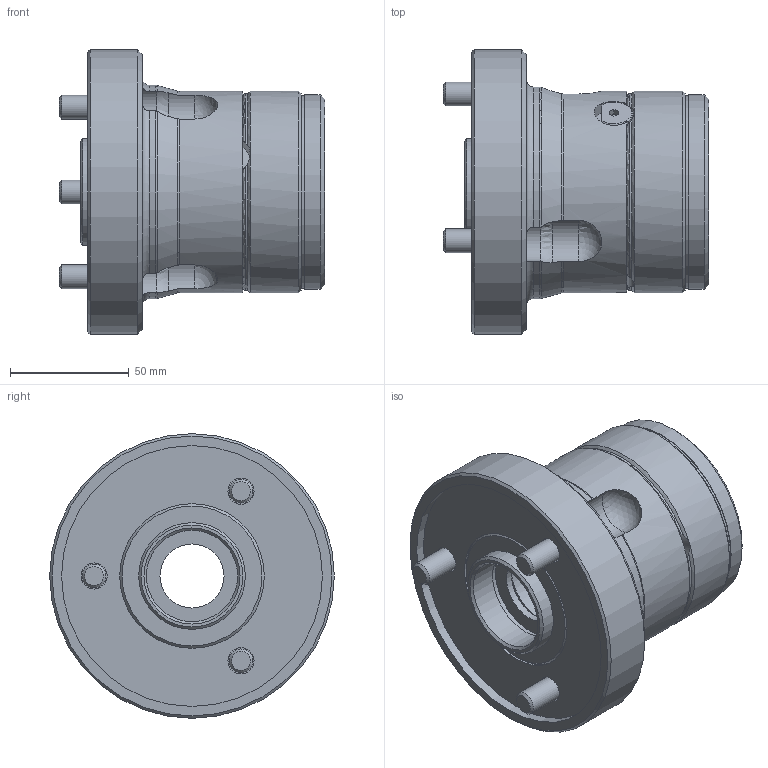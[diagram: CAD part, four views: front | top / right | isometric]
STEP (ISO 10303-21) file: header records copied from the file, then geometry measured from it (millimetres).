
FILE_DESCRIPTION (( 'STEP AP203' ), '1' );
FILE_NAME ('CF-CL-26.STEP', '2024-12-18T01:11:06', ( '' ), ( '' ), 'SwSTEP 2.0', 'SolidWorks 2020', '' );
FILE_SCHEMA (( 'CONFIG_CONTROL_DESIGN' ));
Length unit declared in the file: millimetre
Products named in the file (8): CF-CL-26-02000; CF-CL-30-01010; CF-CL-26-03010; CF-CL-26-04000; CF-CL-42-11000; FSW320300; 圓頭內六角螺栓_M10x25; CF-CL-26
Assembly tree (9 placements, depth 2):
  CF-CL-26
    CF-CL-30-01010
    CF-CL-26-02000
    CF-CL-26-03010
    CF-CL-26-04000
    CF-CL-42-11000
    FSW320300
    圓頭內六角螺栓_M10x25  x3
Bounding box: 112 x 120 x 120 mm (x, y, z)
Volume: 547552.4 mm3; surface area: 130729.2 mm2
Topology: 9 solids, 9 shells, 215 faces, 508 edges, 318 vertices
Faces by surface type: plane 95, cylinder 59, cone 42, torus 13, sphere 6
Full cylindrical faces by diameter (mm): 3.95 x1, 4 x1, 5 x2, 6.8 x1, 8 x1, 10 x3, 11 x3, 16 x3, 17.5 x3, 27 x1, 32 x1, 33 x1, 35 x1, 36 x1, 38.5 x1, 40.2 x1, 43 x2, 45 x1, 53.5 x1, 55 x1, 55.5 x1, 56 x2, 61 x2, 68 x2, 81.4 x1, 82 x1, 85 x2, 110 x1, 120 x1
Entity records: 5973 total; most frequent: CARTESIAN_POINT 1519, DIRECTION 769, ORIENTED_EDGE 616, AXIS2_PLACEMENT_3D 345, EDGE_CURVE 308, EDGE_LOOP 275, VERTEX_POINT 231, FACE_OUTER_BOUND 215
